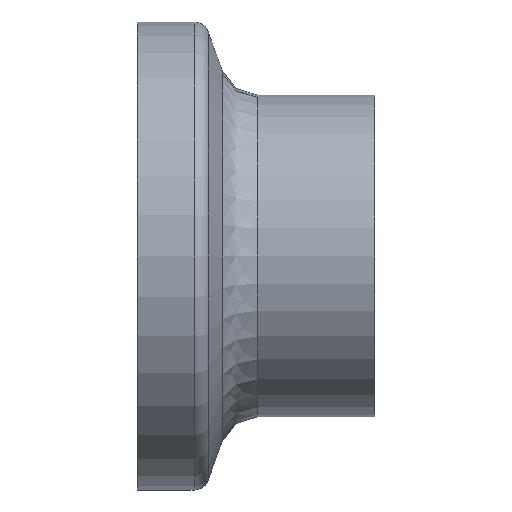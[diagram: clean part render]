
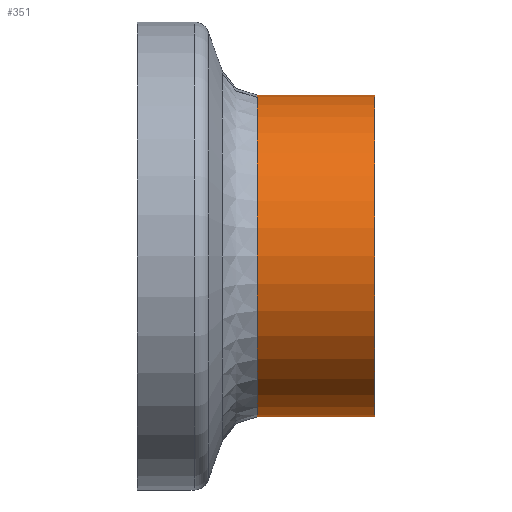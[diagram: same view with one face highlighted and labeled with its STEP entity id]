
A CAD part, front view. The second image highlights one B-rep face of the part: STEP entity #351.
In plain terms, the highlighted cylindrical face has radius 8.6 mm (diameter 17.2 mm), a full revolution.
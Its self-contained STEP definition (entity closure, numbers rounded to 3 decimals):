
#320=CARTESIAN_POINT('',(6.42,8.6,0.));
#321=VERTEX_POINT('',#320);
#322=CARTESIAN_POINT('',(6.42,0.0,0.0));
#323=DIRECTION('',(-1.0,0.0,0.0));
#324=DIRECTION('',(0.0,-1.0,0.0));
#325=AXIS2_PLACEMENT_3D('',#322,#323,#324);
#326=CIRCLE('',#325,8.6);
#327=EDGE_CURVE('',#321,#321,#326,.T.);
#332=CARTESIAN_POINT('',(8.86,0.0,0.0));
#333=DIRECTION('',(1.0,0.0,0.0));
#334=DIRECTION('',(0.0,1.0,0.0));
#335=AXIS2_PLACEMENT_3D('',#332,#333,#334);
#336=CYLINDRICAL_SURFACE('',#335,8.6);
#337=CARTESIAN_POINT('',(12.7,8.6,0.0));
#338=VERTEX_POINT('',#337);
#339=CARTESIAN_POINT('',(12.7,0.0,0.0));
#340=DIRECTION('',(1.0,0.0,0.0));
#341=DIRECTION('',(0.0,1.0,0.0));
#342=AXIS2_PLACEMENT_3D('',#339,#340,#341);
#343=CIRCLE('',#342,8.6);
#344=EDGE_CURVE('',#338,#338,#343,.T.);
#345=ORIENTED_EDGE('',*,*,#344,.F.);
#346=EDGE_LOOP('',(#345));
#347=FACE_OUTER_BOUND('',#346,.T.);
#348=ORIENTED_EDGE('',*,*,#327,.F.);
#349=EDGE_LOOP('',(#348));
#350=FACE_BOUND('',#349,.T.);
#351=ADVANCED_FACE('',(#347,#350),#336,.T.);
